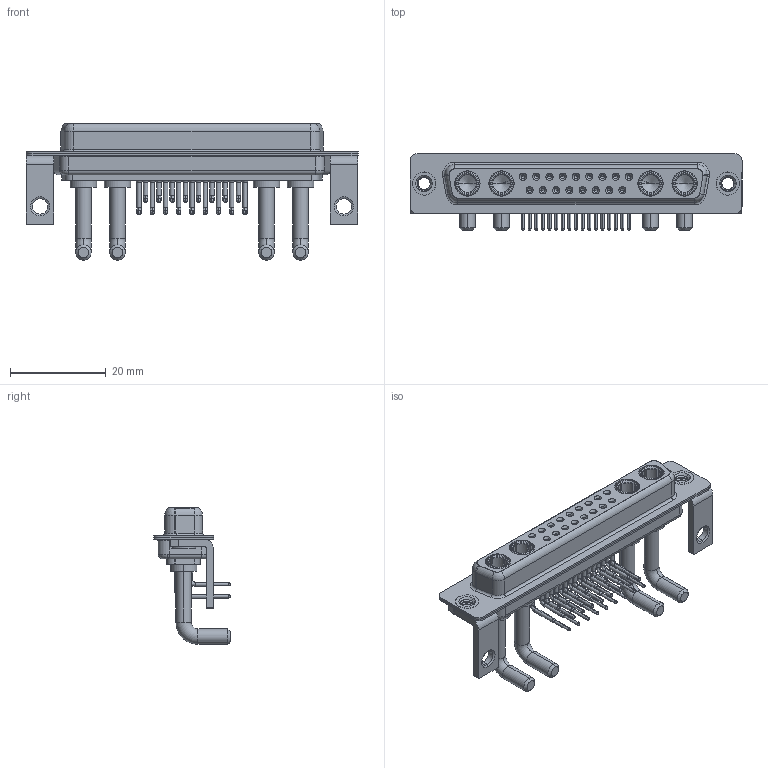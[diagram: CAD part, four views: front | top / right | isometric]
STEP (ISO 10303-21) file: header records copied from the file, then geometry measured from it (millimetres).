
FILE_DESCRIPTION (( 'STEP AP203' ), '1' );
FILE_NAME ('630-21W4650-3TC.STEP', '2022-06-08T20:41:10', ( '' ), ( '' ), 'SwSTEP 2.0', 'SolidWorks 2020', '' );
FILE_SCHEMA (( 'CONFIG_CONTROL_DESIGN' ));
Length unit declared in the file: millimetre
Products named in the file (9): 630Combo Contact Row 2; 630Combo Housing_21W4; 630-21W4650-3TC; 630Combo Shell Rear_37 Contacts; 630Combo Shell Front_37 Contacts; 630Combo Stabilizer Bracket; 630Combo Threaded Rivet_B; 630Combo Contact Row 1; Power Socket_Ext 30A RA
Assembly tree (28 placements, depth 2):
  630-21W4650-3TC
    630Combo Housing_21W4
    630Combo Shell Front_37 Contacts
    630Combo Shell Rear_37 Contacts
    630Combo Threaded Rivet_B  x2
    630Combo Stabilizer Bracket  x2
    Power Socket_Ext 30A RA  x4
    630Combo Contact Row 1  x9
    630Combo Contact Row 2  x8
Bounding box: 69.4 x 16 x 28.53 mm (x, y, z)
Volume: 6279.9 mm3; surface area: 13505.7 mm2
Topology: 32 solids, 32 shells, 1530 faces, 3904 edges, 2470 vertices
Faces by surface type: cylinder 646, plane 458, cone 267, torus 81, bspline 78
Entity records: 22718 total; most frequent: CARTESIAN_POINT 5262, DIRECTION 3638, ORIENTED_EDGE 3148, EDGE_CURVE 1574, AXIS2_PLACEMENT_3D 1507, VERTEX_POINT 1005, CIRCLE 829, EDGE_LOOP 791
